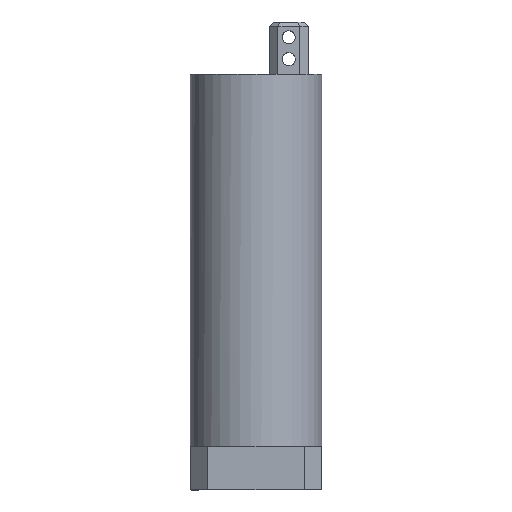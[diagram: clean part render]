
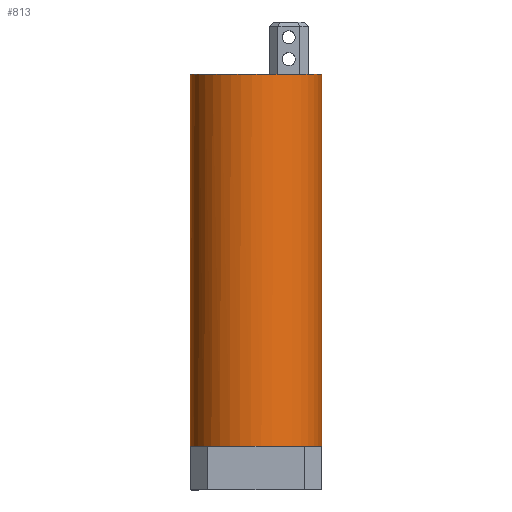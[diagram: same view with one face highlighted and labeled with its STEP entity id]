
A CAD part, front view. The second image highlights one B-rep face of the part: STEP entity #813.
In plain terms, the highlighted cylindrical face has radius 15 mm (diameter 30 mm), a partial arc.
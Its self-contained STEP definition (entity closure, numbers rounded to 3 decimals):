
#722=AXIS2_PLACEMENT_3D('Cylinder Axis2P3D',#719,#720,#721) ;
#726=AXIS2_PLACEMENT_3D('Circle Axis2P3D',#724,#725,$) ;
#747=AXIS2_PLACEMENT_3D('Circle Axis2P3D',#745,#746,$) ;
#761=AXIS2_PLACEMENT_3D('Circle Axis2P3D',#759,#760,$) ;
#775=AXIS2_PLACEMENT_3D('Circle Axis2P3D',#773,#774,$) ;
#789=AXIS2_PLACEMENT_3D('Circle Axis2P3D',#787,#788,$) ;
#376=CARTESIAN_POINT('Control Point',(15.,0.,0.)) ;
#377=CARTESIAN_POINT('Control Point',(15.,-1.518,0.)) ;
#378=CARTESIAN_POINT('Control Point',(14.808,-3.036,0.)) ;
#379=CARTESIAN_POINT('Control Point',(14.424,-4.521,0.)) ;
#380=CARTESIAN_POINT('Control Point',(13.289,-7.363,0.)) ;
#381=CARTESIAN_POINT('Control Point',(11.481,-9.832,0.)) ;
#382=CARTESIAN_POINT('Control Point',(10.425,-10.945,0.)) ;
#383=CARTESIAN_POINT('Control Point',(8.055,-12.881,0.)) ;
#384=CARTESIAN_POINT('Control Point',(5.278,-14.165,0.)) ;
#385=CARTESIAN_POINT('Control Point',(3.815,-14.627,0.)) ;
#386=CARTESIAN_POINT('Control Point',(0.803,-15.171,0.)) ;
#387=CARTESIAN_POINT('Control Point',(-2.248,-14.948,0.)) ;
#388=CARTESIAN_POINT('Control Point',(-3.752,-14.643,0.)) ;
#389=CARTESIAN_POINT('Control Point',(-6.65,-13.659,0.)) ;
#390=CARTESIAN_POINT('Control Point',(-9.211,-11.985,0.)) ;
#391=CARTESIAN_POINT('Control Point',(-10.379,-10.99,0.)) ;
#392=CARTESIAN_POINT('Control Point',(-12.437,-8.725,0.)) ;
#393=CARTESIAN_POINT('Control Point',(-13.866,-6.019,0.)) ;
#394=CARTESIAN_POINT('Control Point',(-14.405,-4.583,0.)) ;
#395=CARTESIAN_POINT('Control Point',(-14.829,-2.782,0.)) ;
#396=CARTESIAN_POINT('Control Point',(-14.975,-0.952,0.)) ;
#397=CARTESIAN_POINT('Control Point',(-14.992,-0.635,0.)) ;
#398=CARTESIAN_POINT('Control Point',(-15.,-0.317,0.)) ;
#399=CARTESIAN_POINT('Control Point',(-15.,0.,0.)) ;
#400=CARTESIAN_POINT('Vertex',(15.,0.,0.)) ;
#402=CARTESIAN_POINT('Vertex',(-15.,0.,0.)) ;
#719=CARTESIAN_POINT('Axis2P3D Location',(0.,0.,-95.)) ;
#724=CARTESIAN_POINT('Axis2P3D Location',(0.,0.,-95.)) ;
#728=CARTESIAN_POINT('Vertex',(8.292,-12.5,-95.)) ;
#730=CARTESIAN_POINT('Vertex',(15.,0.,-95.)) ;
#733=CARTESIAN_POINT('Line Origine',(15.,0.,-95.)) ;
#738=CARTESIAN_POINT('Line Origine',(-15.,0.,-95.)) ;
#742=CARTESIAN_POINT('Vertex',(-15.,0.,-95.)) ;
#745=CARTESIAN_POINT('Axis2P3D Location',(0.,0.,-95.)) ;
#749=CARTESIAN_POINT('Vertex',(-8.292,-12.5,-95.)) ;
#752=CARTESIAN_POINT('Line Origine',(-8.292,-12.5,-95.)) ;
#756=CARTESIAN_POINT('Vertex',(-8.292,-12.5,-90.)) ;
#759=CARTESIAN_POINT('Axis2P3D Location',(0.,0.,-90.)) ;
#763=CARTESIAN_POINT('Vertex',(-10.198,-11.,-90.)) ;
#766=CARTESIAN_POINT('Line Origine',(-10.198,-11.,-95.)) ;
#770=CARTESIAN_POINT('Vertex',(-10.198,-11.,-85.)) ;
#773=CARTESIAN_POINT('Axis2P3D Location',(0.,0.,-85.)) ;
#777=CARTESIAN_POINT('Vertex',(10.198,-11.,-85.)) ;
#780=CARTESIAN_POINT('Line Origine',(10.198,-11.,-95.)) ;
#784=CARTESIAN_POINT('Vertex',(10.198,-11.,-90.)) ;
#787=CARTESIAN_POINT('Axis2P3D Location',(0.,0.,-90.)) ;
#791=CARTESIAN_POINT('Vertex',(8.292,-12.5,-90.)) ;
#794=CARTESIAN_POINT('Line Origine',(8.292,-12.5,-95.)) ;
#720=DIRECTION('Axis2P3D Direction',(0.,0.,1.)) ;
#721=DIRECTION('Axis2P3D XDirection',(-1.,0.,0.)) ;
#725=DIRECTION('Axis2P3D Direction',(0.,0.,1.)) ;
#734=DIRECTION('Vector Direction',(0.,0.,1.)) ;
#739=DIRECTION('Vector Direction',(0.,0.,1.)) ;
#746=DIRECTION('Axis2P3D Direction',(0.,0.,1.)) ;
#753=DIRECTION('Vector Direction',(0.,0.,1.)) ;
#760=DIRECTION('Axis2P3D Direction',(0.,0.,1.)) ;
#767=DIRECTION('Vector Direction',(0.,0.,1.)) ;
#774=DIRECTION('Axis2P3D Direction',(0.,0.,1.)) ;
#781=DIRECTION('Vector Direction',(0.,0.,1.)) ;
#788=DIRECTION('Axis2P3D Direction',(0.,0.,1.)) ;
#795=DIRECTION('Vector Direction',(0.,0.,1.)) ;
#735=VECTOR('Line Direction',#734,1.) ;
#740=VECTOR('Line Direction',#739,1.) ;
#754=VECTOR('Line Direction',#753,1.) ;
#768=VECTOR('Line Direction',#767,1.) ;
#782=VECTOR('Line Direction',#781,1.) ;
#796=VECTOR('Line Direction',#795,1.) ;
#800=ORIENTED_EDGE('',*,*,#732,.T.) ;
#801=ORIENTED_EDGE('',*,*,#737,.T.) ;
#802=ORIENTED_EDGE('',*,*,#404,.T.) ;
#803=ORIENTED_EDGE('',*,*,#744,.F.) ;
#804=ORIENTED_EDGE('',*,*,#751,.T.) ;
#805=ORIENTED_EDGE('',*,*,#758,.T.) ;
#806=ORIENTED_EDGE('',*,*,#765,.T.) ;
#807=ORIENTED_EDGE('',*,*,#772,.T.) ;
#808=ORIENTED_EDGE('',*,*,#779,.T.) ;
#809=ORIENTED_EDGE('',*,*,#786,.T.) ;
#810=ORIENTED_EDGE('',*,*,#793,.T.) ;
#811=ORIENTED_EDGE('',*,*,#798,.T.) ;
#813=ADVANCED_FACE('01_SSR04_\X2\4E38578B30B330A230593063307D3093672C4F53\X0\',(#812),#723,.T.) ;
#375=B_SPLINE_CURVE_WITH_KNOTS('',5,(#376,#377,#378,#379,#380,#381,#382,#383,#384,#385,#386,#387,#388,#389,#390,#391,#392,#393,#394,#395,#396,#397,#398,#399),.UNSPECIFIED.,.F.,.U.,(6,3,3,3,3,3,3,6),(0.,10.733,21.466,32.199,42.932,53.665,64.398,66.642),.UNSPECIFIED.) ;
#727=CIRCLE('generated circle',#726,15.) ;
#748=CIRCLE('generated circle',#747,15.) ;
#762=CIRCLE('generated circle',#761,15.) ;
#776=CIRCLE('generated circle',#775,15.) ;
#790=CIRCLE('generated circle',#789,15.) ;
#723=CYLINDRICAL_SURFACE('generated cylinder',#722,15.) ;
#404=EDGE_CURVE('',#401,#403,#375,.T.) ;
#732=EDGE_CURVE('',#729,#731,#727,.T.) ;
#737=EDGE_CURVE('',#731,#401,#736,.T.) ;
#744=EDGE_CURVE('',#743,#403,#741,.T.) ;
#751=EDGE_CURVE('',#743,#750,#748,.T.) ;
#758=EDGE_CURVE('',#750,#757,#755,.T.) ;
#765=EDGE_CURVE('',#757,#764,#762,.F.) ;
#772=EDGE_CURVE('',#764,#771,#769,.T.) ;
#779=EDGE_CURVE('',#771,#778,#776,.T.) ;
#786=EDGE_CURVE('',#778,#785,#783,.F.) ;
#793=EDGE_CURVE('',#785,#792,#790,.F.) ;
#798=EDGE_CURVE('',#792,#729,#797,.F.) ;
#799=EDGE_LOOP('',(#800,#801,#802,#803,#804,#805,#806,#807,#808,#809,#810,#811)) ;
#812=FACE_OUTER_BOUND('',#799,.T.) ;
#736=LINE('Line',#733,#735) ;
#741=LINE('Line',#738,#740) ;
#755=LINE('Line',#752,#754) ;
#769=LINE('Line',#766,#768) ;
#783=LINE('Line',#780,#782) ;
#797=LINE('Line',#794,#796) ;
#401=VERTEX_POINT('',#400) ;
#403=VERTEX_POINT('',#402) ;
#729=VERTEX_POINT('',#728) ;
#731=VERTEX_POINT('',#730) ;
#743=VERTEX_POINT('',#742) ;
#750=VERTEX_POINT('',#749) ;
#757=VERTEX_POINT('',#756) ;
#764=VERTEX_POINT('',#763) ;
#771=VERTEX_POINT('',#770) ;
#778=VERTEX_POINT('',#777) ;
#785=VERTEX_POINT('',#784) ;
#792=VERTEX_POINT('',#791) ;
